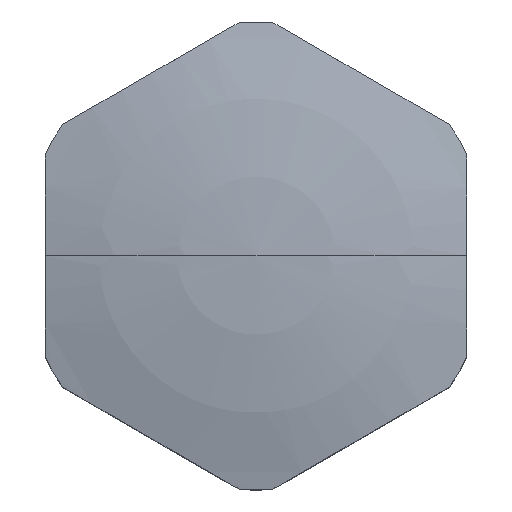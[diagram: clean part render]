
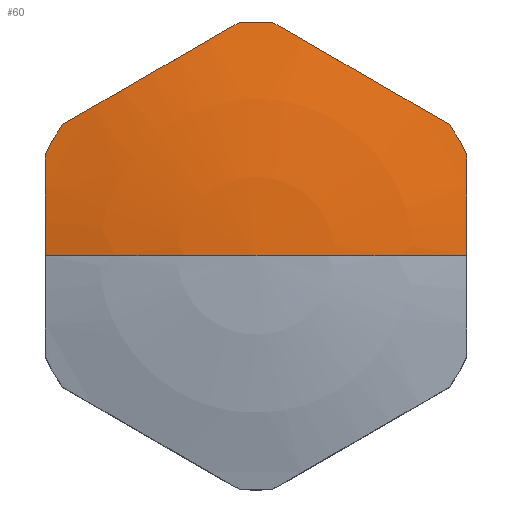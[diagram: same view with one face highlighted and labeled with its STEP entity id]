
A CAD part, top view. The second image highlights one B-rep face of the part: STEP entity #60.
In plain terms, the highlighted spherical face has radius 75 mm.
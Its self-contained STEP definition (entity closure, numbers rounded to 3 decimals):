
#60=ADVANCED_FACE('',(#95),#96,.T.);
#95=FACE_OUTER_BOUND('',#136,.T.);
#96=SPHERICAL_SURFACE('',#137,75.);
#136=EDGE_LOOP('',(#254,#255,#256,#257,#258,#259,#260,#261,#262));
#137=AXIS2_PLACEMENT_3D('',#263,#264,#265);
#254=ORIENTED_EDGE('',*,*,#316,.T.);
#255=ORIENTED_EDGE('',*,*,#324,.T.);
#256=ORIENTED_EDGE('',*,*,#346,.F.);
#257=ORIENTED_EDGE('',*,*,#342,.F.);
#258=ORIENTED_EDGE('',*,*,#354,.F.);
#259=ORIENTED_EDGE('',*,*,#331,.F.);
#260=ORIENTED_EDGE('',*,*,#353,.F.);
#261=ORIENTED_EDGE('',*,*,#327,.F.);
#262=ORIENTED_EDGE('',*,*,#350,.F.);
#263=CARTESIAN_POINT('',(0.,0.0,-55.));
#264=DIRECTION('',(0.0,0.0,1.0));
#265=DIRECTION('',(1.0,0.0,0.0));
#316=EDGE_CURVE('',#372,#373,#374,.T.);
#324=EDGE_CURVE('',#373,#387,#389,.T.);
#327=EDGE_CURVE('',#393,#395,#396,.T.);
#331=EDGE_CURVE('',#401,#403,#404,.T.);
#342=EDGE_CURVE('',#421,#422,#423,.T.);
#346=EDGE_CURVE('',#422,#387,#429,.T.);
#350=EDGE_CURVE('',#372,#393,#433,.T.);
#353=EDGE_CURVE('',#395,#401,#436,.T.);
#354=EDGE_CURVE('',#403,#421,#437,.T.);
#372=VERTEX_POINT('',#459);
#373=VERTEX_POINT('',#460);
#374=CIRCLE('',#461,75.);
#387=VERTEX_POINT('',#474);
#389=CIRCLE('',#476,75.);
#393=VERTEX_POINT('',#480);
#395=VERTEX_POINT('',#483);
#396=CIRCLE('',#484,20.0);
#401=VERTEX_POINT('',#490);
#403=VERTEX_POINT('',#493);
#404=CIRCLE('',#494,20.0);
#421=VERTEX_POINT('',#518);
#422=VERTEX_POINT('',#519);
#423=CIRCLE('',#520,20.0);
#429=CIRCLE('',#528,72.808);
#433=CIRCLE('',#535,72.808);
#436=CIRCLE('',#540,72.808);
#437=CIRCLE('',#541,72.808);
#459=CARTESIAN_POINT('',(-18.0,0.,17.808));
#460=CARTESIAN_POINT('',(0.,0.0,20.));
#461=AXIS2_PLACEMENT_3D('',#560,#561,#562);
#474=CARTESIAN_POINT('',(18.0,0.,17.808));
#476=AXIS2_PLACEMENT_3D('',#584,#585,#586);
#480=CARTESIAN_POINT('',(-18.0,8.718,17.284));
#483=CARTESIAN_POINT('',(-16.55,11.23,17.284));
#484=AXIS2_PLACEMENT_3D('',#591,#592,#593);
#490=CARTESIAN_POINT('',(-1.45,19.947,17.284));
#493=CARTESIAN_POINT('',(1.45,19.947,17.284));
#494=AXIS2_PLACEMENT_3D('',#599,#600,#601);
#518=CARTESIAN_POINT('',(16.55,11.23,17.284));
#519=CARTESIAN_POINT('',(18.0,8.718,17.284));
#520=AXIS2_PLACEMENT_3D('',#618,#619,#620);
#528=AXIS2_PLACEMENT_3D('',#626,#627,#628);
#535=AXIS2_PLACEMENT_3D('',#632,#633,#634);
#540=AXIS2_PLACEMENT_3D('',#637,#638,#639);
#541=AXIS2_PLACEMENT_3D('',#640,#641,#642);
#560=CARTESIAN_POINT('',(0.,0.0,-55.));
#561=DIRECTION('',(0.,1.0,0.0));
#562=DIRECTION('',(0.0,-0.0,-1.0));
#584=CARTESIAN_POINT('',(0.,0.0,-55.));
#585=DIRECTION('',(0.,1.0,0.0));
#586=DIRECTION('',(0.0,-0.0,-1.0));
#591=CARTESIAN_POINT('',(0.0,0.0,17.284));
#592=DIRECTION('',(0.0,0.0,-1.0));
#593=DIRECTION('',(1.0,0.0,0.0));
#599=CARTESIAN_POINT('',(0.0,0.0,17.284));
#600=DIRECTION('',(0.0,0.0,-1.0));
#601=DIRECTION('',(1.0,0.0,0.0));
#618=CARTESIAN_POINT('',(0.0,0.0,17.284));
#619=DIRECTION('',(0.0,0.0,-1.0));
#620=DIRECTION('',(1.0,0.0,0.0));
#626=CARTESIAN_POINT('',(18.0,0.,-55.));
#627=DIRECTION('',(1.0,0.,0.));
#628=DIRECTION('',(0.,0.0,1.0));
#632=CARTESIAN_POINT('',(-18.0,0.,-55.));
#633=DIRECTION('',(-1.0,0.,0.));
#634=DIRECTION('',(0.,0.,-1.0));
#637=CARTESIAN_POINT('',(-9.,15.588,-55.));
#638=DIRECTION('',(-0.5,0.866,0.));
#639=DIRECTION('',(0.,0.,-1.0));
#640=CARTESIAN_POINT('',(9.,15.588,-55.));
#641=DIRECTION('',(0.5,0.866,0.));
#642=DIRECTION('',(0.,0.,-1.0));
